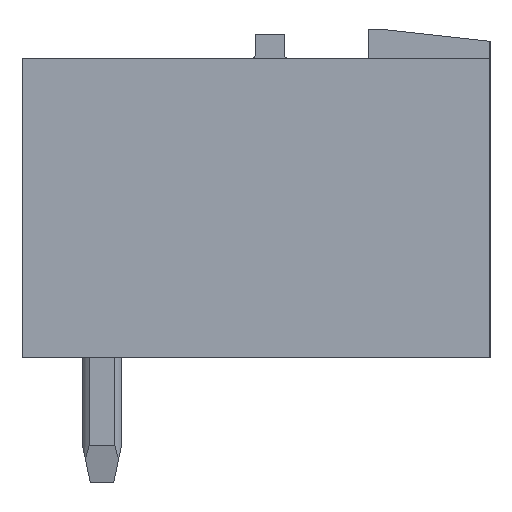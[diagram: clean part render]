
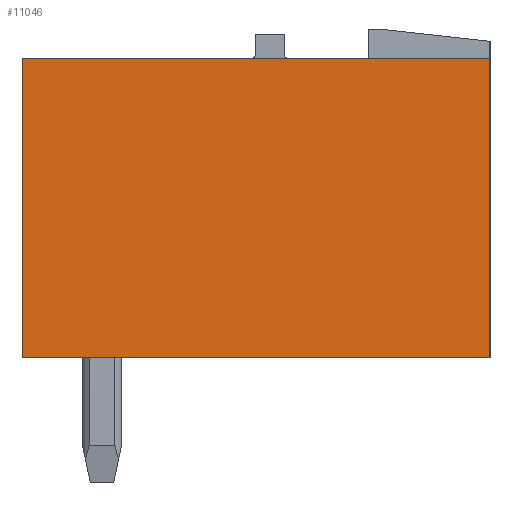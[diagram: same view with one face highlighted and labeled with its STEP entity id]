
A CAD part, left-side view. The second image highlights one B-rep face of the part: STEP entity #11046.
In plain terms, the highlighted planar face has unit normal (-1, 0, 0).
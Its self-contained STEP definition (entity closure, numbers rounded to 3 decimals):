
#11038=AXIS2_PLACEMENT_3D('Plane Axis2P3D',#11035,#11036,#11037) ;
#565=CARTESIAN_POINT('Vertex',(0.,12.,10.88)) ;
#568=CARTESIAN_POINT('Line Origine',(0.,6.,10.88)) ;
#572=CARTESIAN_POINT('Vertex',(0.,0.,10.88)) ;
#938=CARTESIAN_POINT('Vertex',(0.,12.,3.2)) ;
#941=CARTESIAN_POINT('Line Origine',(0.,12.,7.04)) ;
#969=CARTESIAN_POINT('Vertex',(0.,0.,3.2)) ;
#972=CARTESIAN_POINT('Line Origine',(0.,6.,3.2)) ;
#5911=CARTESIAN_POINT('Line Origine',(0.,0.,7.04)) ;
#11035=CARTESIAN_POINT('Axis2P3D Location',(0.,0.,0.)) ;
#569=DIRECTION('Vector Direction',(0.,1.,0.)) ;
#942=DIRECTION('Vector Direction',(0.,0.,1.)) ;
#973=DIRECTION('Vector Direction',(0.,1.,0.)) ;
#5912=DIRECTION('Vector Direction',(0.,0.,-1.)) ;
#11036=DIRECTION('Axis2P3D Direction',(-1.,0.,0.)) ;
#11037=DIRECTION('Axis2P3D XDirection',(0.,-1.,0.)) ;
#570=VECTOR('Line Direction',#569,1.) ;
#943=VECTOR('Line Direction',#942,1.) ;
#974=VECTOR('Line Direction',#973,1.) ;
#5913=VECTOR('Line Direction',#5912,1.) ;
#11041=ORIENTED_EDGE('',*,*,#5915,.T.) ;
#11042=ORIENTED_EDGE('',*,*,#574,.T.) ;
#11043=ORIENTED_EDGE('',*,*,#945,.T.) ;
#11044=ORIENTED_EDGE('',*,*,#976,.T.) ;
#11046=ADVANCED_FACE('Housing',(#11045),#11039,.T.) ;
#574=EDGE_CURVE('',#573,#566,#571,.T.) ;
#945=EDGE_CURVE('',#566,#939,#944,.F.) ;
#976=EDGE_CURVE('',#939,#970,#975,.F.) ;
#5915=EDGE_CURVE('',#970,#573,#5914,.F.) ;
#11040=EDGE_LOOP('',(#11041,#11042,#11043,#11044)) ;
#11045=FACE_OUTER_BOUND('',#11040,.T.) ;
#571=LINE('Line',#568,#570) ;
#944=LINE('Line',#941,#943) ;
#975=LINE('Line',#972,#974) ;
#5914=LINE('Line',#5911,#5913) ;
#11039=PLANE('',#11038) ;
#566=VERTEX_POINT('',#565) ;
#573=VERTEX_POINT('',#572) ;
#939=VERTEX_POINT('',#938) ;
#970=VERTEX_POINT('',#969) ;
